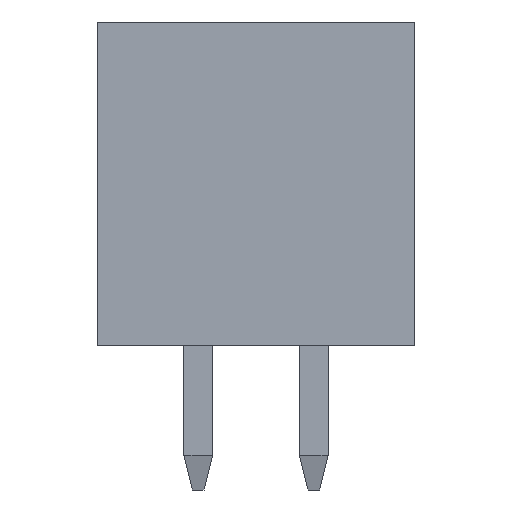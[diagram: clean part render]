
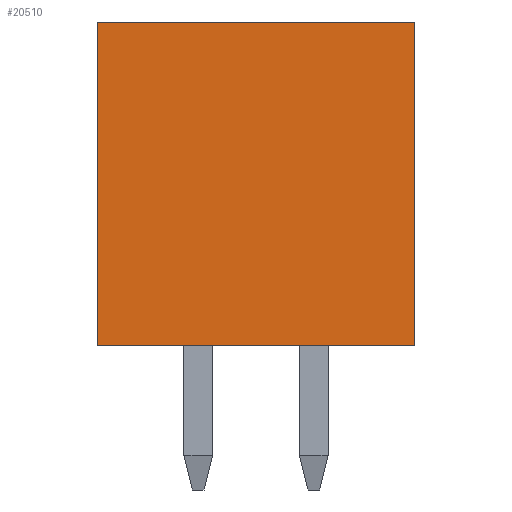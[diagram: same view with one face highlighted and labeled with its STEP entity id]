
A CAD part, front view. The second image highlights one B-rep face of the part: STEP entity #20510.
In plain terms, the highlighted face is planar.
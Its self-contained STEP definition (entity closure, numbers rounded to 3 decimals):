
#1409=ORIENTED_EDGE('',*,*,#5008,.F.);
#1410=ORIENTED_EDGE('',*,*,#5009,.F.);
#1411=ORIENTED_EDGE('',*,*,#5010,.T.);
#1412=ORIENTED_EDGE('',*,*,#5011,.T.);
#5008=EDGE_CURVE('',#6760,#6761,#8280,.T.);
#5009=EDGE_CURVE('',#6762,#6760,#8281,.T.);
#5010=EDGE_CURVE('',#6762,#6763,#8282,.T.);
#5011=EDGE_CURVE('',#6763,#6761,#8283,.T.);
#6760=VERTEX_POINT('',#27553);
#6761=VERTEX_POINT('',#27554);
#6762=VERTEX_POINT('',#27556);
#6763=VERTEX_POINT('',#27558);
#8280=LINE('',#27552,#10316);
#8281=LINE('',#27555,#10317);
#8282=LINE('',#27557,#10318);
#8283=LINE('',#27559,#10319);
#10316=VECTOR('',#23476,1000.);
#10317=VECTOR('',#23477,1000.);
#10318=VECTOR('',#23478,1000.);
#10319=VECTOR('',#23479,1000.);
#11786=EDGE_LOOP('',(#1409,#1410,#1411,#1412));
#12710=FACE_BOUND('',#11786,.T.);
#13604=PLANE('',#21380);
#20510=ADVANCED_FACE('',(#12710),#13604,.T.);
#21380=AXIS2_PLACEMENT_3D('',#27551,#23474,#23475);
#23474=DIRECTION('',(1.,0.,0.));
#23475=DIRECTION('',(0.,0.,-1.));
#23476=DIRECTION('',(0.,0.,-1.));
#23477=DIRECTION('',(0.,1.,0.));
#23478=DIRECTION('',(0.,0.,-1.));
#23479=DIRECTION('',(0.,1.,0.));
#27551=CARTESIAN_POINT('',(18.6,-2.75,2.8));
#27552=CARTESIAN_POINT('',(18.6,2.75,2.8));
#27553=CARTESIAN_POINT('',(18.6,2.75,2.8));
#27554=CARTESIAN_POINT('',(18.6,2.75,-2.8));
#27555=CARTESIAN_POINT('',(18.6,-2.75,2.8));
#27556=CARTESIAN_POINT('',(18.6,-2.75,2.8));
#27557=CARTESIAN_POINT('',(18.6,-2.75,2.8));
#27558=CARTESIAN_POINT('',(18.6,-2.75,-2.8));
#27559=CARTESIAN_POINT('',(18.6,-2.75,-2.8));
